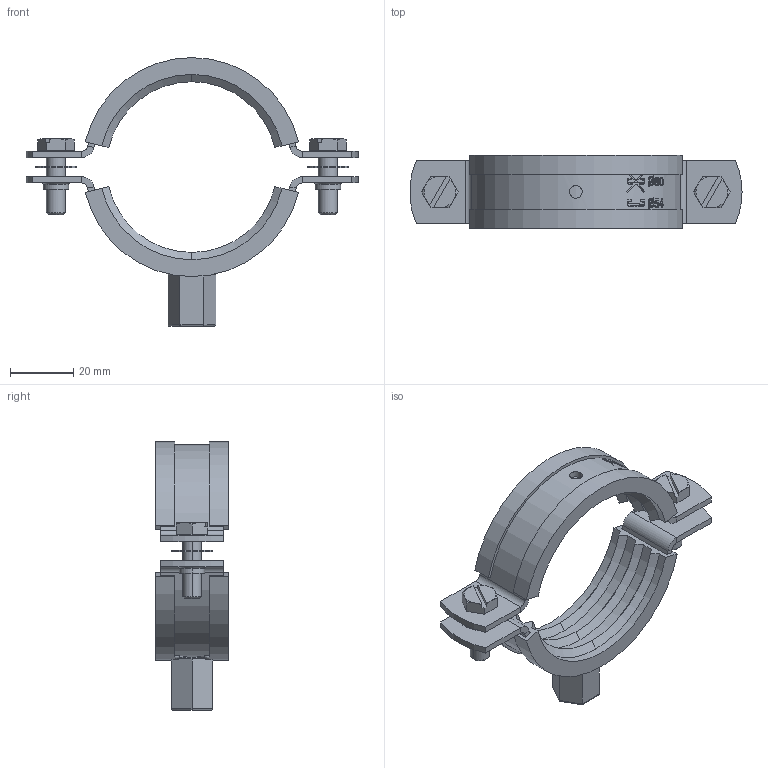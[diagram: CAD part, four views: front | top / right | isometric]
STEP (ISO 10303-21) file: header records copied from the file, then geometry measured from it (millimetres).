
FILE_DESCRIPTION (( 'STEP AP214' ), '1' );
FILE_NAME ('31179054.STEP', '2022-10-27T06:34:28', ( '' ), ( '' ), 'SwSTEP 2.0', 'SolidWorks 2021', '' );
FILE_SCHEMA (( 'AUTOMOTIVE_DESIGN' ));
Length unit declared in the file: millimetre
Products named in the file (8): 9735013060; 8110130060; 31179054; 8020130060; 9541506020; 9519002599; Clamp^8110130060; 9442201841^31179054
Assembly tree (10 placements, depth 3):
  31179054
    8110130060
      Clamp^8110130060
      9519002599
    8020130060
    9541506020  x2
    9735013060  x2
    9442201841^31179054  x2
Bounding box: 104.63 x 23 x 84.7 mm (x, y, z)
Volume: 25719.8 mm3; surface area: 29990 mm2
Topology: 9 solids, 9 shells, 521 faces, 1351 edges, 866 vertices
Faces by surface type: bspline 171, plane 163, cylinder 127, cone 48, torus 12
Entity records: 26750 total; most frequent: CARTESIAN_POINT 16983, ORIENTED_EDGE 2304, DIRECTION 1384, EDGE_CURVE 1152, VERTEX_POINT 737, B_SPLINE_CURVE_WITH_KNOTS 572, AXIS2_PLACEMENT_3D 530, EDGE_LOOP 475
